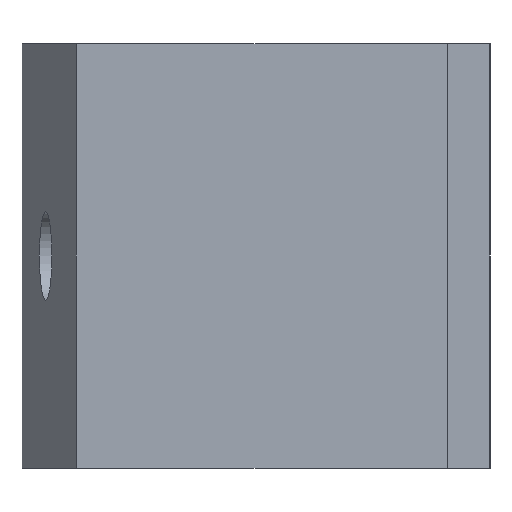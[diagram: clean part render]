
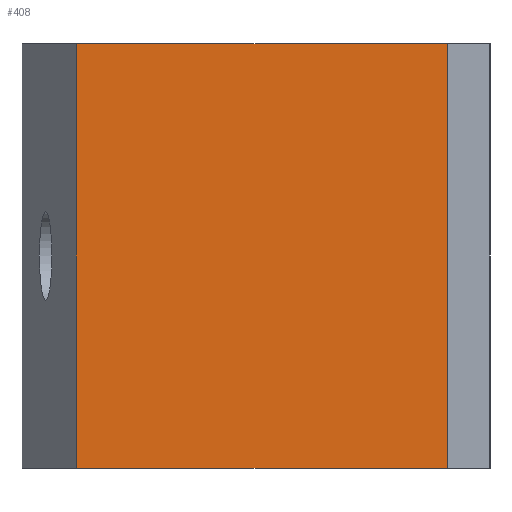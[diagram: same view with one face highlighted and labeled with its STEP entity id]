
A CAD part, left-side view. The second image highlights one B-rep face of the part: STEP entity #408.
In plain terms, the highlighted planar face has unit normal (-1, 0, 0).
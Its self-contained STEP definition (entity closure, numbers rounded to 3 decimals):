
#29=FACE_OUTER_BOUND('',#51,.T.);
#51=EDGE_LOOP('',(#292,#293,#294,#295,#296,#297,#298,#299));
#70=LINE('',#578,#120);
#89=LINE('',#617,#139);
#90=LINE('',#620,#140);
#95=LINE('',#632,#145);
#96=LINE('',#634,#146);
#97=LINE('',#635,#147);
#98=LINE('',#637,#148);
#99=LINE('',#638,#149);
#120=VECTOR('',#476,10.);
#139=VECTOR('',#503,10.);
#140=VECTOR('',#506,10.);
#145=VECTOR('',#515,10.);
#146=VECTOR('',#516,10.);
#147=VECTOR('',#517,10.);
#148=VECTOR('',#518,10.);
#149=VECTOR('',#519,10.);
#170=VERTEX_POINT('',#575);
#171=VERTEX_POINT('',#577);
#185=VERTEX_POINT('',#610);
#187=VERTEX_POINT('',#615);
#188=VERTEX_POINT('',#619);
#193=VERTEX_POINT('',#631);
#194=VERTEX_POINT('',#633);
#195=VERTEX_POINT('',#636);
#206=EDGE_CURVE('',#170,#171,#70,.T.);
#226=EDGE_CURVE('',#185,#187,#89,.T.);
#227=EDGE_CURVE('',#185,#188,#90,.T.);
#233=EDGE_CURVE('',#187,#193,#95,.T.);
#234=EDGE_CURVE('',#193,#194,#96,.T.);
#235=EDGE_CURVE('',#171,#194,#97,.T.);
#236=EDGE_CURVE('',#195,#170,#98,.T.);
#237=EDGE_CURVE('',#195,#188,#99,.T.);
#292=ORIENTED_EDGE('',*,*,#226,.T.);
#293=ORIENTED_EDGE('',*,*,#233,.T.);
#294=ORIENTED_EDGE('',*,*,#234,.T.);
#295=ORIENTED_EDGE('',*,*,#235,.F.);
#296=ORIENTED_EDGE('',*,*,#206,.F.);
#297=ORIENTED_EDGE('',*,*,#236,.F.);
#298=ORIENTED_EDGE('',*,*,#237,.T.);
#299=ORIENTED_EDGE('',*,*,#227,.F.);
#371=PLANE('',#453);
#408=ADVANCED_FACE('',(#29),#371,.T.);
#453=AXIS2_PLACEMENT_3D('',#630,#513,#514);
#476=DIRECTION('',(0.,1.,0.));
#503=DIRECTION('',(0.,1.,0.));
#506=DIRECTION('',(0.,0.,-1.));
#513=DIRECTION('center_axis',(-1.,0.,0.));
#514=DIRECTION('ref_axis',(0.,0.,1.));
#515=DIRECTION('',(0.,1.,0.));
#516=DIRECTION('',(0.,1.,0.));
#517=DIRECTION('',(0.,0.,1.));
#518=DIRECTION('',(0.,1.,0.));
#519=DIRECTION('',(0.,-1.,0.));
#575=CARTESIAN_POINT('',(38.,32.046,-40.));
#577=CARTESIAN_POINT('',(38.,39.,-40.));
#578=CARTESIAN_POINT('',(38.,13.488,-40.));
#610=CARTESIAN_POINT('',(38.,4.,0.));
#615=CARTESIAN_POINT('',(38.,8.,0.));
#617=CARTESIAN_POINT('',(38.,13.488,0.));
#619=CARTESIAN_POINT('',(38.,4.,-40.));
#620=CARTESIAN_POINT('',(38.,4.,-10.));
#630=CARTESIAN_POINT('Origin',(38.,18.976,-20.));
#631=CARTESIAN_POINT('',(38.,32.046,0.));
#632=CARTESIAN_POINT('',(38.,-1.048,0.));
#633=CARTESIAN_POINT('',(38.,39.,0.));
#634=CARTESIAN_POINT('',(38.,13.488,0.));
#635=CARTESIAN_POINT('',(38.,39.,-20.));
#636=CARTESIAN_POINT('',(38.,8.,-40.));
#637=CARTESIAN_POINT('',(38.,-1.048,-40.));
#638=CARTESIAN_POINT('',(38.,13.488,-40.));
